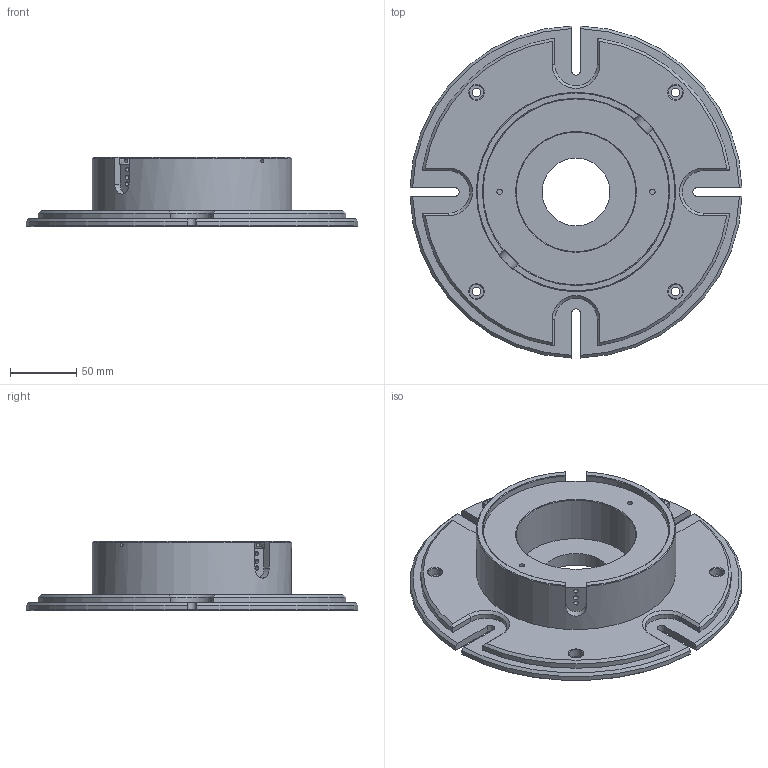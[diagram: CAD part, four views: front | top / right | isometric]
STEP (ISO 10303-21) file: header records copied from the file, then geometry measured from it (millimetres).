
FILE_DESCRIPTION(/* description */ ('Unknown'),/* implementation_level */ '2;1');
FILE_NAME(/* name */ 'OpenFrame - Base Section (V3.0)',/* time_stamp */ '2023-01-25T14:44:37+00:00',/* author */ ('Unknown'),/* organization */ ('Unknown'),/* preprocessor_version */ 'ST-DEVELOPER v18.1',/* originating_system */ 'Solid Edge',/* authorisation */ 'Unknown');
FILE_SCHEMA (('AUTOMOTIVE_DESIGN {1 0 10303 214 3 1 1}'));
Length unit declared in the file: millimetre
Products named in the file (1): OpenFrame - Base Section
Bounding box: 249.92 x 249.92 x 52 mm (x, y, z)
Volume: 885703.6 mm3; surface area: 136946.5 mm2
Topology: 1 solids, 1 shells, 132 faces, 314 edges, 199 vertices
Faces by surface type: plane 57, cylinder 41, cone 34
Full cylindrical faces by diameter (mm): 3.242 x6, 3.5 x2, 4 x2, 6.5 x4, 10.8 x4, 51 x1, 90 x1, 150 x1
Entity records: 4592 total; most frequent: CARTESIAN_POINT 745, DIRECTION 610, ORIENTED_EDGE 542, EDGE_CURVE 271, AXIS2_PLACEMENT_3D 244, EDGE_LOOP 192, FACE_BOUND 192, VERTEX_POINT 187
